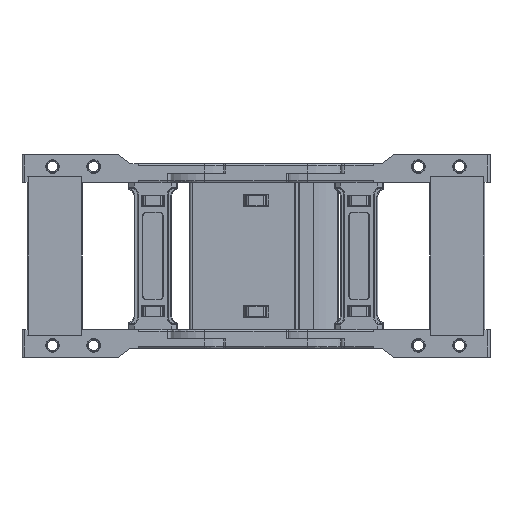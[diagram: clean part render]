
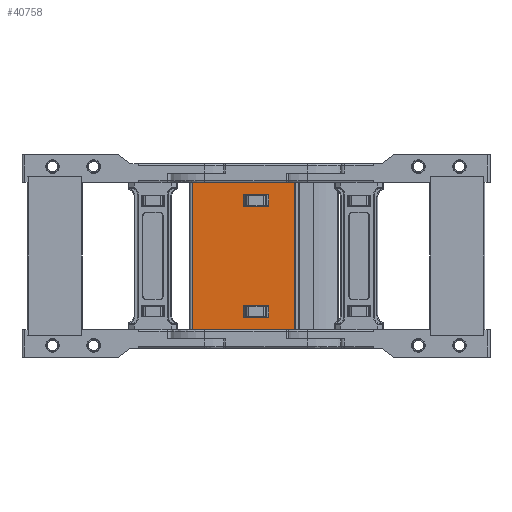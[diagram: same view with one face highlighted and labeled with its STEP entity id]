
A CAD part, front view. The second image highlights one B-rep face of the part: STEP entity #40758.
In plain terms, the highlighted planar face has unit normal (0, -1, 0).
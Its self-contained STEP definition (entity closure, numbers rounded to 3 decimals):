
#651 = FACE_BOUND ( 'NONE', #144012, .T. ) ;
#7350 = EDGE_CURVE ( 'NONE', #78794, #179731, #93763, .T. ) ;
#8201 = LINE ( 'NONE', #138154, #150068 ) ;
#8684 = VERTEX_POINT ( 'NONE', #41426 ) ;
#10187 = LINE ( 'NONE', #63995, #87750 ) ;
#14414 = LINE ( 'NONE', #67031, #47565 ) ;
#15026 = DIRECTION ( 'NONE',  ( 0., 0., -1. ) ) ;
#16435 = VECTOR ( 'NONE', #120718, 1000. ) ;
#17978 = CARTESIAN_POINT ( 'NONE',  ( -40.943, 70.399, 41.684 ) ) ;
#18861 = VERTEX_POINT ( 'NONE', #34460 ) ;
#23482 = CARTESIAN_POINT ( 'NONE',  ( -43.943, 70.399, 48.434 ) ) ;
#26842 = EDGE_CURVE ( 'NONE', #8684, #18861, #117337, .T. ) ;
#27924 = AXIS2_PLACEMENT_3D ( 'NONE', #59212, #102009, #31988 ) ;
#28627 = CARTESIAN_POINT ( 'NONE',  ( -68.923, 70.399, 48.434 ) ) ;
#29702 = ORIENTED_EDGE ( 'NONE', *, *, #183121, .T. ) ;
#31530 = EDGE_CURVE ( 'NONE', #110806, #110098, #141989, .T. ) ;
#31988 = DIRECTION ( 'NONE',  ( 0., 0., -1. ) ) ;
#32266 = VERTEX_POINT ( 'NONE', #83399 ) ;
#33330 = VECTOR ( 'NONE', #133793, 1000. ) ;
#34460 = CARTESIAN_POINT ( 'NONE',  ( -12.723, 70.399, -32.166 ) ) ;
#38277 = FACE_OUTER_BOUND ( 'NONE', #95911, .T. ) ;
#38615 = DIRECTION ( 'NONE',  ( -1., 0., 0. ) ) ;
#39468 = VERTEX_POINT ( 'NONE', #174770 ) ;
#40758 = ADVANCED_FACE ( 'NONE', ( #118108, #38277, #651 ), #157827, .F. ) ;
#41426 = CARTESIAN_POINT ( 'NONE',  ( -12.723, 70.399, 48.434 ) ) ;
#47320 = ORIENTED_EDGE ( 'NONE', *, *, #87824, .F. ) ;
#47565 = VECTOR ( 'NONE', #119064, 1000. ) ;
#48788 = CARTESIAN_POINT ( 'NONE',  ( -40.943, 70.399, 35.384 ) ) ;
#49307 = EDGE_CURVE ( 'NONE', #8684, #175378, #155867, .T. ) ;
#50574 = CARTESIAN_POINT ( 'NONE',  ( -26.943, 70.399, -25.416 ) ) ;
#50801 = VECTOR ( 'NONE', #145175, 1000. ) ;
#52682 = VECTOR ( 'NONE', #170514, 1000. ) ;
#54646 = EDGE_CURVE ( 'NONE', #110098, #155009, #107664, .T. ) ;
#55662 = CARTESIAN_POINT ( 'NONE',  ( -26.943, 70.399, 41.684 ) ) ;
#57329 = ORIENTED_EDGE ( 'NONE', *, *, #26842, .F. ) ;
#59212 = CARTESIAN_POINT ( 'NONE',  ( -43.943, 70.399, 8.434 ) ) ;
#63995 = CARTESIAN_POINT ( 'NONE',  ( -40.943, 70.399, -19.116 ) ) ;
#65705 = EDGE_CURVE ( 'NONE', #179731, #130283, #14414, .T. ) ;
#67031 = CARTESIAN_POINT ( 'NONE',  ( -40.943, 70.399, -19.116 ) ) ;
#73029 = ORIENTED_EDGE ( 'NONE', *, *, #113565, .F. ) ;
#76321 = EDGE_CURVE ( 'NONE', #155009, #91879, #115488, .T. ) ;
#77264 = DIRECTION ( 'NONE',  ( 0., 0., 1. ) ) ;
#77822 = VECTOR ( 'NONE', #38615, 1000. ) ;
#78087 = ORIENTED_EDGE ( 'NONE', *, *, #7350, .F. ) ;
#78794 = VERTEX_POINT ( 'NONE', #50574 ) ;
#79525 = ORIENTED_EDGE ( 'NONE', *, *, #65705, .F. ) ;
#83399 = CARTESIAN_POINT ( 'NONE',  ( -40.943, 70.399, -25.416 ) ) ;
#85470 = VECTOR ( 'NONE', #15026, 1000. ) ;
#87002 = VECTOR ( 'NONE', #77264, 1000. ) ;
#87750 = VECTOR ( 'NONE', #122235, 1000. ) ;
#87824 = EDGE_CURVE ( 'NONE', #18861, #39468, #161646, .T. ) ;
#89007 = ORIENTED_EDGE ( 'NONE', *, *, #147025, .F. ) ;
#91879 = VERTEX_POINT ( 'NONE', #176756 ) ;
#93763 = LINE ( 'NONE', #133648, #87002 ) ;
#95213 = ORIENTED_EDGE ( 'NONE', *, *, #31530, .T. ) ;
#95911 = EDGE_LOOP ( 'NONE', ( #57329, #111213, #102531, #47320 ) ) ;
#97695 = CARTESIAN_POINT ( 'NONE',  ( -26.943, 70.399, -19.116 ) ) ;
#102009 = DIRECTION ( 'NONE',  ( 0., 1., 0. ) ) ;
#102531 = ORIENTED_EDGE ( 'NONE', *, *, #145483, .T. ) ;
#107088 = VECTOR ( 'NONE', #152989, 1000. ) ;
#107348 = EDGE_LOOP ( 'NONE', ( #79525, #78087, #73029, #89007 ) ) ;
#107664 = LINE ( 'NONE', #127764, #85470 ) ;
#110098 = VERTEX_POINT ( 'NONE', #55662 ) ;
#110806 = VERTEX_POINT ( 'NONE', #180480 ) ;
#111213 = ORIENTED_EDGE ( 'NONE', *, *, #49307, .T. ) ;
#113206 = ORIENTED_EDGE ( 'NONE', *, *, #54646, .T. ) ;
#113565 = EDGE_CURVE ( 'NONE', #32266, #78794, #8201, .T. ) ;
#115488 = LINE ( 'NONE', #179235, #77822 ) ;
#117337 = LINE ( 'NONE', #132066, #152761 ) ;
#118108 = FACE_BOUND ( 'NONE', #107348, .T. ) ;
#119064 = DIRECTION ( 'NONE',  ( -1., 0., 0. ) ) ;
#120718 = DIRECTION ( 'NONE',  ( 0., 0., 1. ) ) ;
#122235 = DIRECTION ( 'NONE',  ( 0., 0., -1. ) ) ;
#127764 = CARTESIAN_POINT ( 'NONE',  ( -26.943, 70.399, 35.384 ) ) ;
#129466 = LINE ( 'NONE', #48788, #16435 ) ;
#130283 = VERTEX_POINT ( 'NONE', #132180 ) ;
#132066 = CARTESIAN_POINT ( 'NONE',  ( -12.723, 70.399, 90.053 ) ) ;
#132180 = CARTESIAN_POINT ( 'NONE',  ( -40.943, 70.399, -19.116 ) ) ;
#133290 = DIRECTION ( 'NONE',  ( 0., 0., -1. ) ) ;
#133648 = CARTESIAN_POINT ( 'NONE',  ( -26.943, 70.399, -19.116 ) ) ;
#133793 = DIRECTION ( 'NONE',  ( 1., 0., 0. ) ) ;
#134789 = CARTESIAN_POINT ( 'NONE',  ( -43.943, 70.399, -32.166 ) ) ;
#138154 = CARTESIAN_POINT ( 'NONE',  ( -40.943, 70.399, -25.416 ) ) ;
#141989 = LINE ( 'NONE', #17978, #33330 ) ;
#142047 = CARTESIAN_POINT ( 'NONE',  ( -68.923, 70.399, 90.053 ) ) ;
#142101 = ORIENTED_EDGE ( 'NONE', *, *, #76321, .T. ) ;
#144012 = EDGE_LOOP ( 'NONE', ( #142101, #29702, #95213, #113206 ) ) ;
#145175 = DIRECTION ( 'NONE',  ( -1., 0., 0. ) ) ;
#145483 = EDGE_CURVE ( 'NONE', #175378, #39468, #179127, .T. ) ;
#147025 = EDGE_CURVE ( 'NONE', #130283, #32266, #10187, .T. ) ;
#150068 = VECTOR ( 'NONE', #180839, 1000. ) ;
#152761 = VECTOR ( 'NONE', #133290, 1000. ) ;
#152989 = DIRECTION ( 'NONE',  ( -1., 0., 0. ) ) ;
#155009 = VERTEX_POINT ( 'NONE', #177496 ) ;
#155867 = LINE ( 'NONE', #23482, #107088 ) ;
#157827 = PLANE ( 'NONE',  #27924 ) ;
#161646 = LINE ( 'NONE', #134789, #50801 ) ;
#170514 = DIRECTION ( 'NONE',  ( 0., 0., -1. ) ) ;
#174770 = CARTESIAN_POINT ( 'NONE',  ( -68.923, 70.399, -32.166 ) ) ;
#175378 = VERTEX_POINT ( 'NONE', #28627 ) ;
#176756 = CARTESIAN_POINT ( 'NONE',  ( -40.943, 70.399, 35.384 ) ) ;
#177496 = CARTESIAN_POINT ( 'NONE',  ( -26.943, 70.399, 35.384 ) ) ;
#179127 = LINE ( 'NONE', #142047, #52682 ) ;
#179235 = CARTESIAN_POINT ( 'NONE',  ( -40.943, 70.399, 35.384 ) ) ;
#179731 = VERTEX_POINT ( 'NONE', #97695 ) ;
#180480 = CARTESIAN_POINT ( 'NONE',  ( -40.943, 70.399, 41.684 ) ) ;
#180839 = DIRECTION ( 'NONE',  ( 1., 0., 0. ) ) ;
#183121 = EDGE_CURVE ( 'NONE', #91879, #110806, #129466, .T. ) ;
